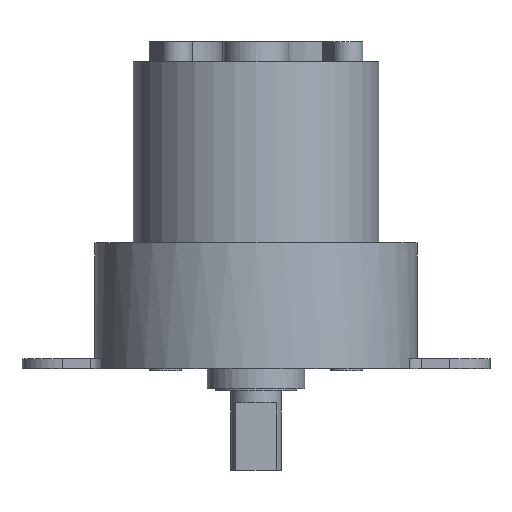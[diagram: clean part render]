
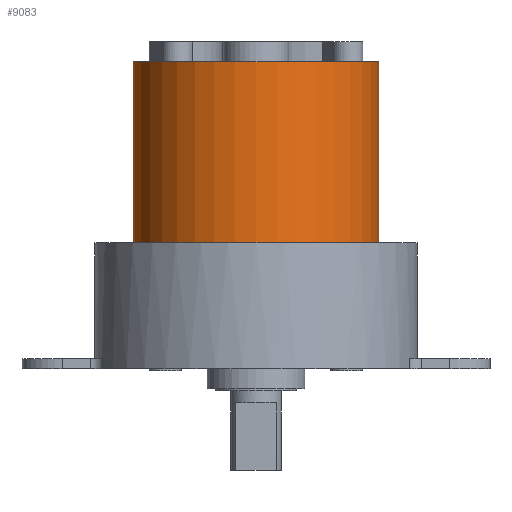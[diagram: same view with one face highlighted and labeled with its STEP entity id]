
A CAD part, front view. The second image highlights one B-rep face of the part: STEP entity #9083.
In plain terms, the highlighted cylindrical face has radius 12.2 mm (diameter 24.4 mm), a partial arc.
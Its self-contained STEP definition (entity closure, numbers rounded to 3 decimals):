
#101 = VERTEX_POINT ( 'NONE', #1965 ) ;
#282 = AXIS2_PLACEMENT_3D ( 'NONE', #8725, #4979, #1935 ) ;
#474 = ORIENTED_EDGE ( 'NONE', *, *, #3109, .F. ) ;
#489 = CARTESIAN_POINT ( 'NONE',  ( 12.2, 0., 12.5 ) ) ;
#966 = VERTEX_POINT ( 'NONE', #8336 ) ;
#1209 = EDGE_CURVE ( 'NONE', #101, #5918, #2459, .T. ) ;
#1300 = DIRECTION ( 'NONE',  ( 0., 0., 1. ) ) ;
#1339 = EDGE_CURVE ( 'NONE', #8686, #101, #9490, .T. ) ;
#1450 = CARTESIAN_POINT ( 'NONE',  ( 0., 0., 30.5 ) ) ;
#1935 = DIRECTION ( 'NONE',  ( 1., 0., 0. ) ) ;
#1965 = CARTESIAN_POINT ( 'NONE',  ( -12.2, 0., 12.5 ) ) ;
#2113 = ORIENTED_EDGE ( 'NONE', *, *, #1339, .T. ) ;
#2459 = CIRCLE ( 'NONE', #7042, 12.2 ) ;
#2540 = CIRCLE ( 'NONE', #282, 12.2 ) ;
#3074 = EDGE_CURVE ( 'NONE', #966, #5918, #6419, .T. ) ;
#3109 = EDGE_CURVE ( 'NONE', #8686, #966, #2540, .T. ) ;
#3372 = VECTOR ( 'NONE', #3479, 1000. ) ;
#3479 = DIRECTION ( 'NONE',  ( 0., 0., -1. ) ) ;
#3804 = CARTESIAN_POINT ( 'NONE',  ( -12.2, 0., 30.5 ) ) ;
#3860 = VECTOR ( 'NONE', #6524, 1000. ) ;
#4108 = ORIENTED_EDGE ( 'NONE', *, *, #3074, .F. ) ;
#4202 = CYLINDRICAL_SURFACE ( 'NONE', #4583, 12.2 ) ;
#4583 = AXIS2_PLACEMENT_3D ( 'NONE', #1450, #8132, #7443 ) ;
#4979 = DIRECTION ( 'NONE',  ( 0., 0., 1. ) ) ;
#5497 = ORIENTED_EDGE ( 'NONE', *, *, #1209, .T. ) ;
#5601 = FACE_OUTER_BOUND ( 'NONE', #7337, .T. ) ;
#5918 = VERTEX_POINT ( 'NONE', #489 ) ;
#6419 = LINE ( 'NONE', #6457, #3372 ) ;
#6457 = CARTESIAN_POINT ( 'NONE',  ( 12.2, 0., 30.5 ) ) ;
#6501 = CARTESIAN_POINT ( 'NONE',  ( 0., 0., 12.5 ) ) ;
#6524 = DIRECTION ( 'NONE',  ( 0., 0., -1. ) ) ;
#7042 = AXIS2_PLACEMENT_3D ( 'NONE', #6501, #1300, #7259 ) ;
#7259 = DIRECTION ( 'NONE',  ( 1., 0., 0. ) ) ;
#7337 = EDGE_LOOP ( 'NONE', ( #4108, #474, #2113, #5497 ) ) ;
#7443 = DIRECTION ( 'NONE',  ( -1., 0., 0. ) ) ;
#8132 = DIRECTION ( 'NONE',  ( 0., 0., -1. ) ) ;
#8336 = CARTESIAN_POINT ( 'NONE',  ( 12.2, 0., 30.5 ) ) ;
#8686 = VERTEX_POINT ( 'NONE', #3804 ) ;
#8725 = CARTESIAN_POINT ( 'NONE',  ( 0., 0., 30.5 ) ) ;
#8859 = CARTESIAN_POINT ( 'NONE',  ( -12.2, 0., 30.5 ) ) ;
#9083 = ADVANCED_FACE ( 'NONE', ( #5601 ), #4202, .T. ) ;
#9490 = LINE ( 'NONE', #8859, #3860 ) ;
